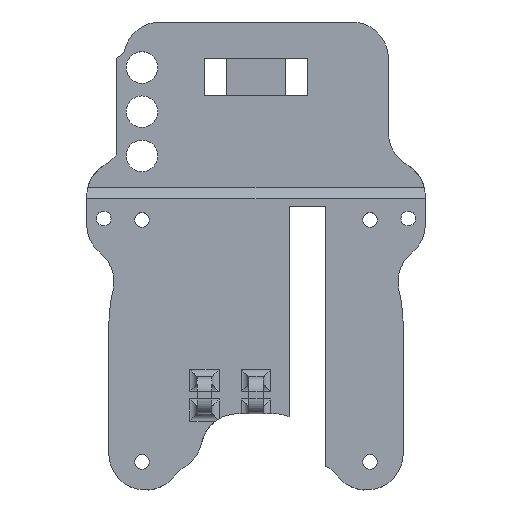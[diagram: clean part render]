
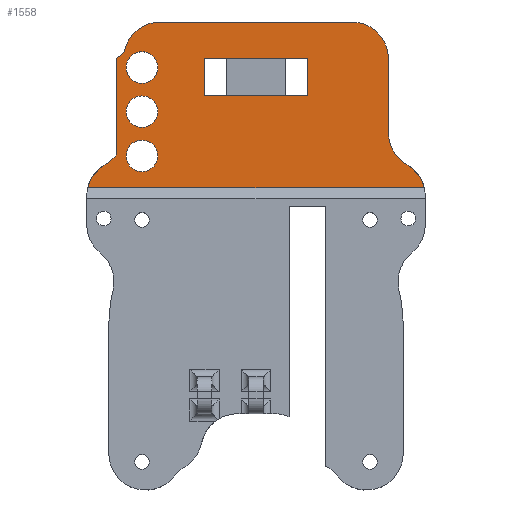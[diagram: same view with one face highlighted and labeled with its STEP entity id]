
A CAD part, top view. The second image highlights one B-rep face of the part: STEP entity #1558.
In plain terms, the highlighted planar face has unit normal (0, 0, 1).
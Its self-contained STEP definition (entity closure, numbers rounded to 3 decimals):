
#92=FACE_BOUND('',#271,.T.);
#93=FACE_BOUND('',#272,.T.);
#94=FACE_BOUND('',#273,.T.);
#95=FACE_BOUND('',#274,.T.);
#133=CIRCLE('',#1687,5.);
#134=CIRCLE('',#1688,5.);
#135=CIRCLE('',#1689,5.);
#136=CIRCLE('',#1690,5.);
#137=CIRCLE('',#1691,5.);
#138=CIRCLE('',#1692,5.);
#139=CIRCLE('',#1693,2.15);
#140=CIRCLE('',#1694,2.15);
#141=CIRCLE('',#1695,2.15);
#176=FACE_OUTER_BOUND('',#270,.T.);
#270=EDGE_LOOP('',(#1107,#1108,#1109,#1110,#1111,#1112,#1113,#1114,#1115,
#1116,#1117));
#271=EDGE_LOOP('',(#1118,#1119,#1120,#1121));
#272=EDGE_LOOP('',(#1122));
#273=EDGE_LOOP('',(#1123));
#274=EDGE_LOOP('',(#1124));
#388=LINE('',#2424,#537);
#389=LINE('',#2432,#538);
#390=LINE('',#2436,#539);
#391=LINE('',#2440,#540);
#392=LINE('',#2442,#541);
#393=LINE('',#2448,#542);
#394=LINE('',#2450,#543);
#395=LINE('',#2452,#544);
#396=LINE('',#2453,#545);
#537=VECTOR('',#1914,10.);
#538=VECTOR('',#1923,10.);
#539=VECTOR('',#1926,10.);
#540=VECTOR('',#1929,10.);
#541=VECTOR('',#1930,10.);
#542=VECTOR('',#1935,10.);
#543=VECTOR('',#1936,10.);
#544=VECTOR('',#1937,10.);
#545=VECTOR('',#1938,10.);
#715=VERTEX_POINT('',#2421);
#716=VERTEX_POINT('',#2423);
#717=VERTEX_POINT('',#2427);
#718=VERTEX_POINT('',#2429);
#719=VERTEX_POINT('',#2431);
#720=VERTEX_POINT('',#2433);
#721=VERTEX_POINT('',#2435);
#722=VERTEX_POINT('',#2437);
#723=VERTEX_POINT('',#2439);
#724=VERTEX_POINT('',#2441);
#725=VERTEX_POINT('',#2443);
#726=VERTEX_POINT('',#2446);
#727=VERTEX_POINT('',#2447);
#728=VERTEX_POINT('',#2449);
#729=VERTEX_POINT('',#2451);
#730=VERTEX_POINT('',#2454);
#731=VERTEX_POINT('',#2456);
#732=VERTEX_POINT('',#2458);
#868=EDGE_CURVE('',#715,#716,#388,.T.);
#870=EDGE_CURVE('',#717,#715,#133,.T.);
#871=EDGE_CURVE('',#718,#717,#134,.T.);
#872=EDGE_CURVE('',#719,#718,#389,.T.);
#873=EDGE_CURVE('',#720,#719,#135,.T.);
#874=EDGE_CURVE('',#721,#720,#390,.T.);
#875=EDGE_CURVE('',#722,#721,#136,.T.);
#876=EDGE_CURVE('',#723,#722,#391,.T.);
#877=EDGE_CURVE('',#724,#723,#392,.T.);
#878=EDGE_CURVE('',#725,#724,#137,.T.);
#879=EDGE_CURVE('',#716,#725,#138,.T.);
#880=EDGE_CURVE('',#726,#727,#393,.T.);
#881=EDGE_CURVE('',#728,#726,#394,.T.);
#882=EDGE_CURVE('',#729,#728,#395,.T.);
#883=EDGE_CURVE('',#727,#729,#396,.T.);
#884=EDGE_CURVE('',#730,#730,#139,.T.);
#885=EDGE_CURVE('',#731,#731,#140,.T.);
#886=EDGE_CURVE('',#732,#732,#141,.T.);
#1107=ORIENTED_EDGE('',*,*,#868,.F.);
#1108=ORIENTED_EDGE('',*,*,#870,.F.);
#1109=ORIENTED_EDGE('',*,*,#871,.F.);
#1110=ORIENTED_EDGE('',*,*,#872,.F.);
#1111=ORIENTED_EDGE('',*,*,#873,.F.);
#1112=ORIENTED_EDGE('',*,*,#874,.F.);
#1113=ORIENTED_EDGE('',*,*,#875,.F.);
#1114=ORIENTED_EDGE('',*,*,#876,.F.);
#1115=ORIENTED_EDGE('',*,*,#877,.F.);
#1116=ORIENTED_EDGE('',*,*,#878,.F.);
#1117=ORIENTED_EDGE('',*,*,#879,.F.);
#1118=ORIENTED_EDGE('',*,*,#880,.F.);
#1119=ORIENTED_EDGE('',*,*,#881,.F.);
#1120=ORIENTED_EDGE('',*,*,#882,.F.);
#1121=ORIENTED_EDGE('',*,*,#883,.F.);
#1122=ORIENTED_EDGE('',*,*,#884,.F.);
#1123=ORIENTED_EDGE('',*,*,#885,.F.);
#1124=ORIENTED_EDGE('',*,*,#886,.F.);
#1523=PLANE('',#1686);
#1558=ADVANCED_FACE('',(#176,#92,#93,#94,#95),#1523,.T.);
#1686=AXIS2_PLACEMENT_3D('',#2426,#1917,#1918);
#1687=AXIS2_PLACEMENT_3D('',#2428,#1919,#1920);
#1688=AXIS2_PLACEMENT_3D('',#2430,#1921,#1922);
#1689=AXIS2_PLACEMENT_3D('',#2434,#1924,#1925);
#1690=AXIS2_PLACEMENT_3D('',#2438,#1927,#1928);
#1691=AXIS2_PLACEMENT_3D('',#2444,#1931,#1932);
#1692=AXIS2_PLACEMENT_3D('',#2445,#1933,#1934);
#1693=AXIS2_PLACEMENT_3D('',#2455,#1939,#1940);
#1694=AXIS2_PLACEMENT_3D('',#2457,#1941,#1942);
#1695=AXIS2_PLACEMENT_3D('',#2459,#1943,#1944);
#1914=DIRECTION('',(-1.,0.,0.));
#1917=DIRECTION('center_axis',(0.,0.,1.));
#1918=DIRECTION('ref_axis',(1.,0.,0.));
#1919=DIRECTION('center_axis',(0.,0.,-1.));
#1920=DIRECTION('ref_axis',(0.707,0.707,0.));
#1921=DIRECTION('center_axis',(0.,0.,1.));
#1922=DIRECTION('ref_axis',(-0.866,-0.5,0.));
#1923=DIRECTION('',(0.,-1.,0.));
#1924=DIRECTION('center_axis',(0.,0.,-1.));
#1925=DIRECTION('ref_axis',(0.707,0.707,0.));
#1926=DIRECTION('',(1.,0.,0.));
#1927=DIRECTION('center_axis',(0.,0.,-1.));
#1928=DIRECTION('ref_axis',(-0.707,0.707,0.));
#1929=DIRECTION('',(0.742,0.671,0.));
#1930=DIRECTION('',(0.,1.,0.));
#1931=DIRECTION('center_axis',(0.,0.,1.));
#1932=DIRECTION('ref_axis',(0.866,-0.5,0.));
#1933=DIRECTION('center_axis',(0.,0.,-1.));
#1934=DIRECTION('ref_axis',(-0.707,0.707,0.));
#1935=DIRECTION('',(-1.,0.,0.));
#1936=DIRECTION('',(0.,1.,0.));
#1937=DIRECTION('',(1.,0.,0.));
#1938=DIRECTION('',(0.,-1.,0.));
#1939=DIRECTION('center_axis',(0.,0.,1.));
#1940=DIRECTION('ref_axis',(0.,1.,0.));
#1941=DIRECTION('center_axis',(0.,0.,1.));
#1942=DIRECTION('ref_axis',(0.,1.,0.));
#1943=DIRECTION('center_axis',(0.,0.,1.));
#1944=DIRECTION('ref_axis',(0.,1.,0.));
#2421=CARTESIAN_POINT('',(22.366,18.604,-39.364));
#2423=CARTESIAN_POINT('',(-23.338,18.604,-39.364));
#2424=CARTESIAN_POINT('',(11.014,18.604,-39.364));
#2426=CARTESIAN_POINT('Origin',(-0.486,24.85,-39.364));
#2427=CARTESIAN_POINT('',(20.014,21.727,-39.364));
#2428=CARTESIAN_POINT('Origin',(17.514,17.397,-39.364));
#2429=CARTESIAN_POINT('',(17.514,26.057,-39.364));
#2430=CARTESIAN_POINT('Origin',(22.514,26.057,-39.364));
#2431=CARTESIAN_POINT('',(17.514,36.104,-39.364));
#2432=CARTESIAN_POINT('',(17.514,30.477,-39.364));
#2433=CARTESIAN_POINT('',(12.514,41.104,-39.364));
#2434=CARTESIAN_POINT('Origin',(12.514,36.104,-39.364));
#2435=CARTESIAN_POINT('',(-13.486,41.104,-39.364));
#2436=CARTESIAN_POINT('',(-0.486,41.104,-39.364));
#2437=CARTESIAN_POINT('',(-18.386,37.099,-39.364));
#2438=CARTESIAN_POINT('Origin',(-13.486,36.104,-39.364));
#2439=CARTESIAN_POINT('',(-19.486,36.104,-39.364));
#2440=CARTESIAN_POINT('',(-16.786,38.547,-39.364));
#2441=CARTESIAN_POINT('',(-19.486,23.057,-39.364));
#2442=CARTESIAN_POINT('',(-19.486,26.633,-39.364));
#2443=CARTESIAN_POINT('',(-20.986,21.727,-39.364));
#2444=CARTESIAN_POINT('Origin',(-23.486,26.057,-39.364));
#2445=CARTESIAN_POINT('Origin',(-18.486,17.397,-39.364));
#2446=CARTESIAN_POINT('',(6.514,36.104,-39.364));
#2447=CARTESIAN_POINT('',(-7.486,36.104,-39.364));
#2448=CARTESIAN_POINT('',(2.264,36.104,-39.364));
#2449=CARTESIAN_POINT('',(6.514,31.104,-39.364));
#2450=CARTESIAN_POINT('',(6.514,29.227,-39.364));
#2451=CARTESIAN_POINT('',(-7.486,31.104,-39.364));
#2452=CARTESIAN_POINT('',(2.264,31.104,-39.364));
#2453=CARTESIAN_POINT('',(-7.486,29.227,-39.364));
#2454=CARTESIAN_POINT('',(-15.986,20.763,-39.364));
#2455=CARTESIAN_POINT('Origin',(-15.986,22.913,-39.364));
#2456=CARTESIAN_POINT('',(-15.986,26.763,-39.364));
#2457=CARTESIAN_POINT('Origin',(-15.986,28.913,-39.364));
#2458=CARTESIAN_POINT('',(-15.986,32.763,-39.364));
#2459=CARTESIAN_POINT('Origin',(-15.986,34.913,-39.364));
